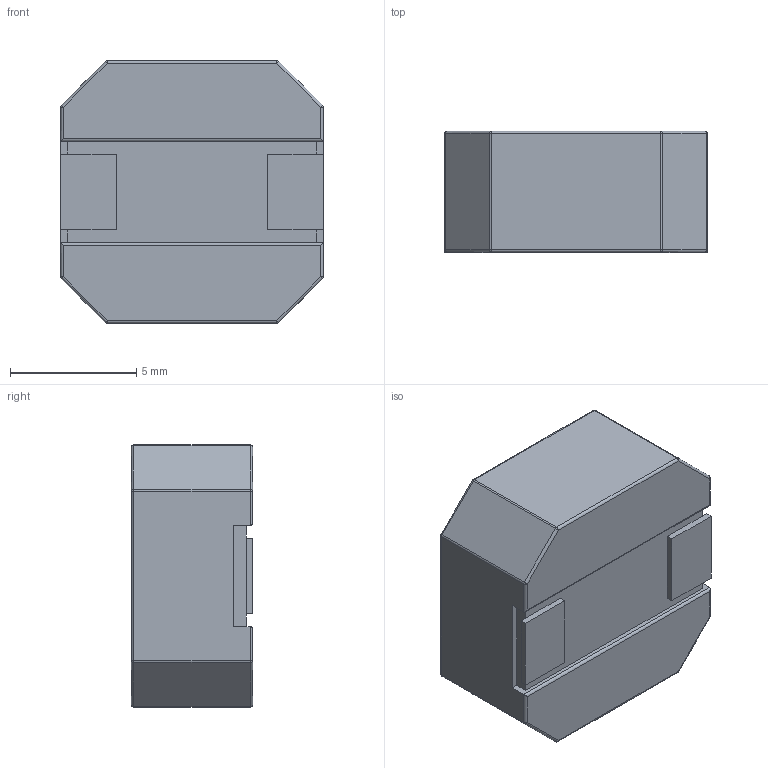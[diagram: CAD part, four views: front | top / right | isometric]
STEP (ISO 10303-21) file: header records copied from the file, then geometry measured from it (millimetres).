
FILE_DESCRIPTION (( 'STEP AP214' ), '1' );
FILE_NAME ('drossel.STEP', '2020-07-31T13:14:53', ( 'pkot' ), ( '' ), 'SwSTEP 2.0', 'SolidWorks 2020', '' );
FILE_SCHEMA (( 'AUTOMOTIVE_DESIGN' ));
Length unit declared in the file: millimetre
Products named in the file (1): drossel
Bounding box: 10.4 x 4.8 x 10.4 mm (x, y, z)
Volume: 477.8 mm3; surface area: 399.5 mm2
Topology: 1 solids, 1 shells, 109 faces, 254 edges, 133 vertices
Faces by surface type: cylinder 45, plane 38, sphere 16, torus 10
Entity records: 4264 total; most frequent: CARTESIAN_POINT 673, DIRECTION 513, ORIENTED_EDGE 476, EDGE_CURVE 238, AXIS2_PLACEMENT_3D 185, VECTOR 143, LINE 143, VERTEX_POINT 133
